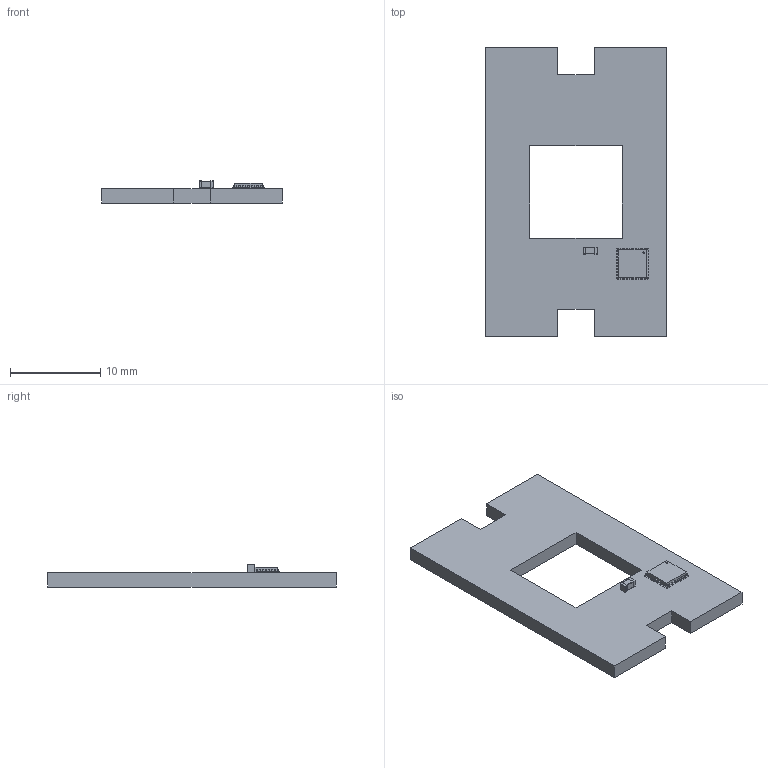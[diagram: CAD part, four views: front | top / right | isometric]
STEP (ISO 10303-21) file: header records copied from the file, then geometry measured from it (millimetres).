
FILE_DESCRIPTION(('KiCad electronic assembly'),'2;1');
FILE_NAME('TACTILE_28UFQFPN_SPI_v2.0.step','2021-10-26T14:54:00',( 'Pcbnew'),('Kicad'),'Open CASCADE STEP processor 7.5', 'KiCad to STEP converter','Unknown');
FILE_SCHEMA(('AUTOMOTIVE_DESIGN { 1 0 10303 214 1 1 1 1 }'));
Length unit declared in the file: millimetre
Products named in the file (6): TACTILE_28UFQFPN_SPI_v2.0 1; L_0603_1608Metric; SOLID; UFQFPN-28; COMPOUND; _autosave-TACTILE_28UFQFPN_SPI_v2.0 PCB
Assembly tree (5 placements, depth 3):
  TACTILE_28UFQFPN_SPI_v2.0 1
    L_0603_1608Metric
      SOLID
    UFQFPN-28
      COMPOUND
    _autosave-TACTILE_28UFQFPN_SPI_v2.0 PCB
Bounding box: 20 x 32 x 2.45 mm (x, y, z)
Volume: 825 mm3; surface area: 1315.6 mm2
Topology: 32 solids, 32 shells, 335 faces, 751 edges, 482 vertices
Faces by surface type: bspline 317, plane 18
Entity records: 19081 total; most frequent: CARTESIAN_POINT 6304, B_SPLINE_CURVE_WITH_KNOTS 2057, ORIENTED_EDGE 1502, PCURVE 1502, DEFINITIONAL_REPRESENTATION 1502, EDGE_CURVE 751, SURFACE_CURVE 750, VERTEX_POINT 482
